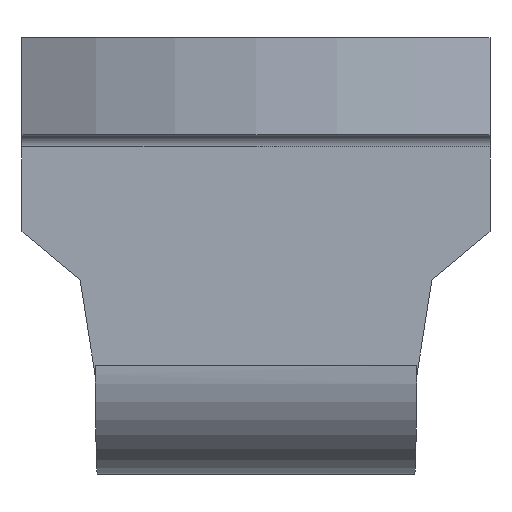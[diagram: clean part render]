
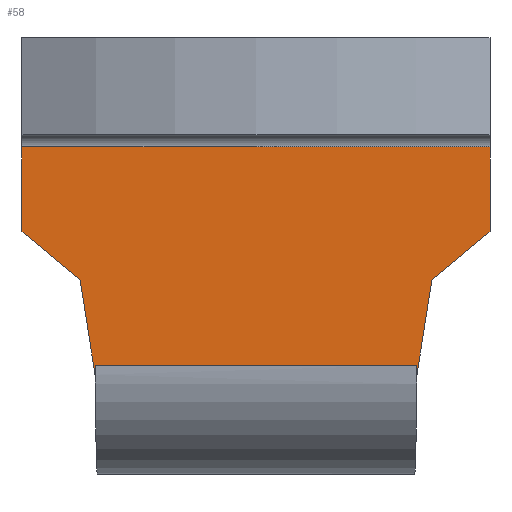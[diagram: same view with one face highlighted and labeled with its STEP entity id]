
A CAD part, left-side view. The second image highlights one B-rep face of the part: STEP entity #58.
In plain terms, the highlighted planar face has unit normal (-1, 0, 0).
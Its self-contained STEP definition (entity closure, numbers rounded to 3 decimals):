
#58=ADVANCED_FACE('',(#134),#135,.F.);
#134=FACE_OUTER_BOUND('',#227,.T.);
#135=PLANE('',#228);
#227=EDGE_LOOP('',(#403,#404,#405,#406,#407,#408,#409,#410,#411,#412));
#228=AXIS2_PLACEMENT_3D('',#413,#414,#415);
#403=ORIENTED_EDGE('',*,*,#639,.T.);
#404=ORIENTED_EDGE('',*,*,#640,.T.);
#405=ORIENTED_EDGE('',*,*,#641,.T.);
#406=ORIENTED_EDGE('',*,*,#642,.F.);
#407=ORIENTED_EDGE('',*,*,#643,.F.);
#408=ORIENTED_EDGE('',*,*,#644,.F.);
#409=ORIENTED_EDGE('',*,*,#645,.F.);
#410=ORIENTED_EDGE('',*,*,#646,.F.);
#411=ORIENTED_EDGE('',*,*,#647,.F.);
#412=ORIENTED_EDGE('',*,*,#648,.F.);
#413=CARTESIAN_POINT('',(25.5,0.0,1.626));
#414=DIRECTION('',(1.0,0.0,0.));
#415=DIRECTION('',(0.,0.0,-1.0));
#639=EDGE_CURVE('',#753,#754,#755,.F.);
#640=EDGE_CURVE('',#754,#756,#757,.F.);
#641=EDGE_CURVE('',#756,#758,#759,.T.);
#642=EDGE_CURVE('',#760,#758,#761,.T.);
#643=EDGE_CURVE('',#762,#760,#763,.T.);
#644=EDGE_CURVE('',#764,#762,#765,.T.);
#645=EDGE_CURVE('',#766,#764,#767,.F.);
#646=EDGE_CURVE('',#768,#766,#769,.F.);
#647=EDGE_CURVE('',#770,#768,#771,.T.);
#648=EDGE_CURVE('',#753,#770,#772,.T.);
#753=VERTEX_POINT('',#912);
#754=VERTEX_POINT('',#913);
#755=LINE('',#914,#915);
#756=VERTEX_POINT('',#916);
#757=LINE('',#917,#918);
#758=VERTEX_POINT('',#919);
#759=LINE('',#920,#921);
#760=VERTEX_POINT('',#922);
#761=LINE('',#923,#924);
#762=VERTEX_POINT('',#925);
#763=LINE('',#926,#927);
#764=VERTEX_POINT('',#928);
#765=LINE('',#929,#930);
#766=VERTEX_POINT('',#931);
#767=LINE('',#932,#933);
#768=VERTEX_POINT('',#934);
#769=LINE('',#935,#936);
#770=VERTEX_POINT('',#937);
#771=LINE('',#938,#939);
#772=LINE('',#940,#941);
#912=CARTESIAN_POINT('',(25.5,6.621,-14.0));
#913=CARTESIAN_POINT('',(25.5,6.621,-13.5));
#914=CARTESIAN_POINT('',(25.5,6.621,0.0));
#915=VECTOR('',#1073,1.0);
#916=CARTESIAN_POINT('',(25.5,-6.621,-13.5));
#917=CARTESIAN_POINT('',(25.5,-9.65,-13.5));
#918=VECTOR('',#1074,1.0);
#919=CARTESIAN_POINT('',(25.5,-6.621,-14.0));
#920=CARTESIAN_POINT('',(25.5,-6.621,0.0));
#921=VECTOR('',#1075,1.0);
#922=CARTESIAN_POINT('',(25.5,-7.25,-10.0));
#923=CARTESIAN_POINT('',(25.5,-7.25,-10.0));
#924=VECTOR('',#1076,1.0);
#925=CARTESIAN_POINT('',(25.5,-9.65,-8.0));
#926=CARTESIAN_POINT('',(25.5,-9.65,-8.0));
#927=VECTOR('',#1077,1.0);
#928=CARTESIAN_POINT('',(25.5,-9.65,-4.5));
#929=CARTESIAN_POINT('',(25.5,-9.65,1.626));
#930=VECTOR('',#1078,1.0);
#931=CARTESIAN_POINT('',(25.5,9.65,-4.5));
#932=CARTESIAN_POINT('',(25.5,0.0,-4.5));
#933=VECTOR('',#1079,1.0);
#934=CARTESIAN_POINT('',(25.5,9.65,-8.0));
#935=CARTESIAN_POINT('',(25.5,9.65,1.626));
#936=VECTOR('',#1080,1.0);
#937=CARTESIAN_POINT('',(25.5,7.25,-10.0));
#938=CARTESIAN_POINT('',(25.5,7.25,-10.0));
#939=VECTOR('',#1081,1.0);
#940=CARTESIAN_POINT('',(25.5,4.5,-27.5));
#941=VECTOR('',#1082,1.0);
#1073=DIRECTION('',(0.0,0.0,-1.0));
#1074=DIRECTION('',(0.0,1.0,0.0));
#1075=DIRECTION('',(0.0,0.0,-1.0));
#1076=DIRECTION('',(0.,0.155,-0.988));
#1077=DIRECTION('',(0.,0.768,-0.64));
#1078=DIRECTION('',(0.,0.0,-1.0));
#1079=DIRECTION('',(0.0,1.0,0.0));
#1080=DIRECTION('',(0.,0.0,-1.0));
#1081=DIRECTION('',(0.,0.768,0.64));
#1082=DIRECTION('',(0.,0.155,0.988));
